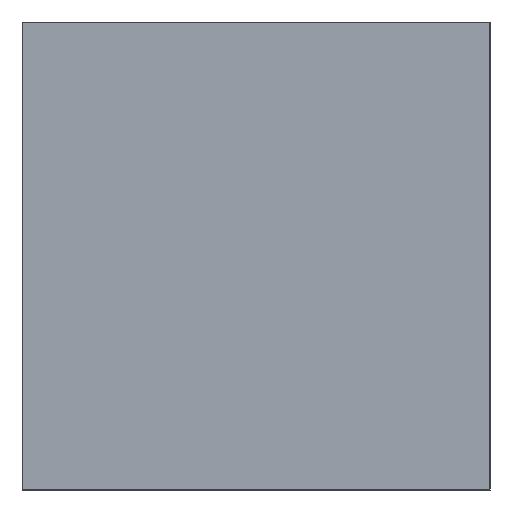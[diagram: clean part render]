
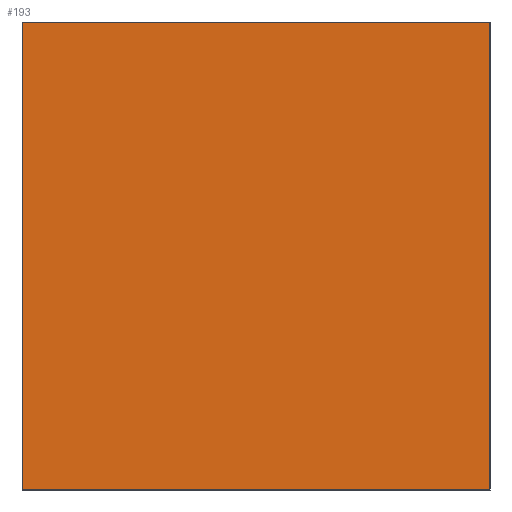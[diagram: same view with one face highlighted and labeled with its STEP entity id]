
A CAD part, front view. The second image highlights one B-rep face of the part: STEP entity #193.
In plain terms, the highlighted face is planar.
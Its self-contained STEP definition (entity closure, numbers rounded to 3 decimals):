
#16 = DIRECTION ( 'NONE',  ( -0.707, -0.707, 0. ) ) ;
#29 = LINE ( 'NONE', #34, #78 ) ;
#32 = ORIENTED_EDGE ( 'NONE', *, *, #238, .F. ) ;
#34 = CARTESIAN_POINT ( 'NONE',  ( 10.607, 10.607, 15. ) ) ;
#41 = EDGE_CURVE ( 'NONE', #117, #52, #29, .T. ) ;
#48 = DIRECTION ( 'NONE',  ( 0.707, 0.707, 0. ) ) ;
#50 = VERTEX_POINT ( 'NONE', #185 ) ;
#52 = VERTEX_POINT ( 'NONE', #206 ) ;
#58 = CARTESIAN_POINT ( 'NONE',  ( 10.607, 10.607, 0. ) ) ;
#75 = DIRECTION ( 'NONE',  ( 0., 0., -1. ) ) ;
#78 = VECTOR ( 'NONE', #75, 1000. ) ;
#99 = DIRECTION ( 'NONE',  ( 0., 0., -1. ) ) ;
#117 = VERTEX_POINT ( 'NONE', #151 ) ;
#143 = EDGE_CURVE ( 'NONE', #52, #163, #230, .T. ) ;
#150 = PLANE ( 'NONE',  #240 ) ;
#151 = CARTESIAN_POINT ( 'NONE',  ( 10.607, 10.607, 15. ) ) ;
#153 = VECTOR ( 'NONE', #16, 1000. ) ;
#155 = EDGE_CURVE ( 'NONE', #50, #163, #189, .T. ) ;
#158 = VECTOR ( 'NONE', #99, 1000. ) ;
#163 = VERTEX_POINT ( 'NONE', #171 ) ;
#168 = ORIENTED_EDGE ( 'NONE', *, *, #143, .T. ) ;
#171 = CARTESIAN_POINT ( 'NONE',  ( 0., 0., 0. ) ) ;
#174 = FACE_OUTER_BOUND ( 'NONE', #226, .T. ) ;
#175 = CARTESIAN_POINT ( 'NONE',  ( 0., 0., 15. ) ) ;
#184 = ORIENTED_EDGE ( 'NONE', *, *, #41, .T. ) ;
#185 = CARTESIAN_POINT ( 'NONE',  ( 0., 0., 15. ) ) ;
#186 = VECTOR ( 'NONE', #237, 1000. ) ;
#189 = LINE ( 'NONE', #175, #158 ) ;
#193 = ADVANCED_FACE ( 'NONE', ( #174 ), #150, .F. ) ;
#197 = LINE ( 'NONE', #235, #186 ) ;
#206 = CARTESIAN_POINT ( 'NONE',  ( 10.607, 10.607, 0. ) ) ;
#207 = DIRECTION ( 'NONE',  ( 0.707, -0.707, 0. ) ) ;
#226 = EDGE_LOOP ( 'NONE', ( #168, #249, #32, #184 ) ) ;
#229 = CARTESIAN_POINT ( 'NONE',  ( 10.607, 10.607, 15. ) ) ;
#230 = LINE ( 'NONE', #58, #153 ) ;
#235 = CARTESIAN_POINT ( 'NONE',  ( 10.607, 10.607, 15. ) ) ;
#237 = DIRECTION ( 'NONE',  ( -0.707, -0.707, 0. ) ) ;
#238 = EDGE_CURVE ( 'NONE', #117, #50, #197, .T. ) ;
#240 = AXIS2_PLACEMENT_3D ( 'NONE', #229, #207, #48 ) ;
#249 = ORIENTED_EDGE ( 'NONE', *, *, #155, .F. ) ;
